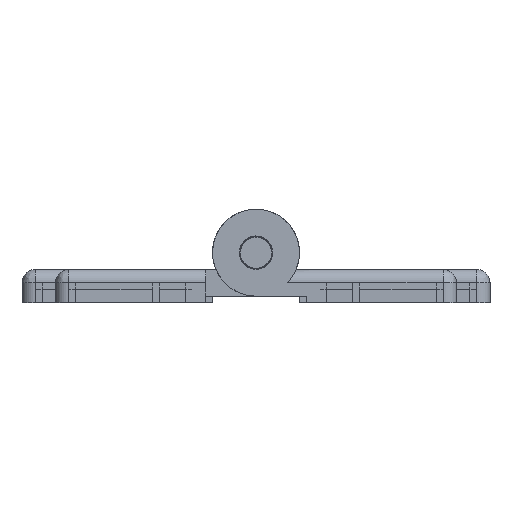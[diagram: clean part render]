
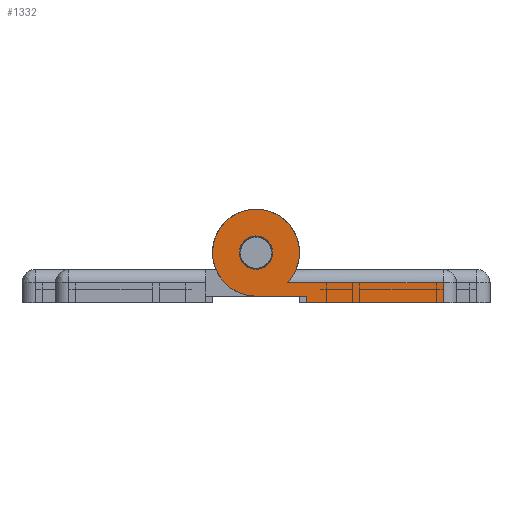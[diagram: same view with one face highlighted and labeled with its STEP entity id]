
A CAD part, front view. The second image highlights one B-rep face of the part: STEP entity #1332.
In plain terms, the highlighted planar face has unit normal (0, -1, 0).
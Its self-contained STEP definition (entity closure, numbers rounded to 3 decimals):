
#136=FACE_BOUND('',#5079,.T.);
#1332=ADVANCED_FACE('',(#3174,#136),#32265,.T.);
#3174=FACE_OUTER_BOUND('',#5078,.T.);
#5078=EDGE_LOOP('',(#11970,#11971,#11972,#11973,#11974,#11975));
#5079=EDGE_LOOP('',(#11976,#11977));
#11970=ORIENTED_EDGE('',*,*,#18726,.T.);
#11971=ORIENTED_EDGE('',*,*,#18727,.F.);
#11972=ORIENTED_EDGE('',*,*,#18744,.T.);
#11973=ORIENTED_EDGE('',*,*,#18595,.T.);
#11974=ORIENTED_EDGE('',*,*,#18599,.T.);
#11975=ORIENTED_EDGE('',*,*,#18602,.T.);
#11976=ORIENTED_EDGE('',*,*,#18738,.T.);
#11977=ORIENTED_EDGE('',*,*,#18761,.T.);
#18595=EDGE_CURVE('',#29726,#29725,#27276,.T.);
#18599=EDGE_CURVE('',#29725,#29728,#27280,.T.);
#18602=EDGE_CURVE('',#29728,#29768,#27283,.T.);
#18726=EDGE_CURVE('',#29768,#29778,#27365,.T.);
#18727=EDGE_CURVE('',#29772,#29778,#27366,.T.);
#18738=EDGE_CURVE('',#29779,#29791,#23036,.T.);
#18744=EDGE_CURVE('',#29772,#29726,#20998,.T.);
#18761=EDGE_CURVE('',#29791,#29779,#23048,.T.);
#20998=(
BOUNDED_CURVE()
B_SPLINE_CURVE(3,(#57907,#57908,#57909,#57910,#57911,#57912,#57913,#57914,
#57915,#57916,#57917,#57918,#57919,#57920,#57921,#57922,#57923,#57924,#57925,
#57926,#57927,#57928,#57929,#57930),.UNSPECIFIED.,.F.,.F.)
B_SPLINE_CURVE_WITH_KNOTS((4,1,1,1,1,1,1,1,1,3,3,3,3,4),(0.,0.247,
0.5,0.758,1.02,1.288,1.56,
1.837,2.118,2.404,10.703,19.002,
27.302,35.601),.UNSPECIFIED.)
CURVE()
GEOMETRIC_REPRESENTATION_ITEM()
RATIONAL_B_SPLINE_CURVE((1.,1.,1.,1.,1.,1.,1.,1.,1.,1.,1.,1.,0.869,
0.869,1.,0.869,0.869,1.,0.869,
0.869,1.,0.869,0.869,1.))
REPRESENTATION_ITEM('')
);
#23036=TRIMMED_CURVE($,#25538,(#57892),(#57893),.T.,.CARTESIAN.);
#23048=TRIMMED_CURVE($,#25550,(#57982),(#57983),.T.,.CARTESIAN.);
#25538=CIRCLE('',#35408,2.5);
#25550=CIRCLE('',#35420,2.5);
#27276=B_SPLINE_CURVE_WITH_KNOTS('',1,(#57452,#57453),.UNSPECIFIED.,.F.,
 .F.,(2,2),(-93.197,-85.697),.UNSPECIFIED.);
#27280=B_SPLINE_CURVE_WITH_KNOTS('',1,(#57465,#57466),.UNSPECIFIED.,.F.,
 .F.,(2,2),(-85.697,-84.697),.UNSPECIFIED.);
#27283=B_SPLINE_CURVE_WITH_KNOTS('',1,(#57471,#57472),.UNSPECIFIED.,.F.,
 .F.,(2,2),(-84.697,-64.197),.UNSPECIFIED.);
#27365=B_SPLINE_CURVE_WITH_KNOTS('',1,(#57848,#57849),.UNSPECIFIED.,.F.,
 .F.,(2,2),(0.,3.),.UNSPECIFIED.);
#27366=B_SPLINE_CURVE_WITH_KNOTS('',1,(#57850,#57851),.UNSPECIFIED.,.F.,
 .F.,(2,2),(-1.31,22.),.UNSPECIFIED.);
#29725=VERTEX_POINT('',#57224);
#29726=VERTEX_POINT('',#57225);
#29728=VERTEX_POINT('',#57227);
#29768=VERTEX_POINT('',#57267);
#29772=VERTEX_POINT('',#57271);
#29778=VERTEX_POINT('',#57277);
#29779=VERTEX_POINT('',#57278);
#29791=VERTEX_POINT('',#57290);
#32265=PLANE('',#35318);
#35318=AXIS2_PLACEMENT_3D('',#56935,#41026,$);
#35408=AXIS2_PLACEMENT_3D($,#57891,#41186,#41187);
#35420=AXIS2_PLACEMENT_3D($,#57981,#41210,#41211);
#41026=DIRECTION('',(0.,-1.,0.));
#41186=DIRECTION('',(0.,1.,0.));
#41187=DIRECTION('',(1.,0.,0.));
#41210=DIRECTION('',(0.,1.,0.));
#41211=DIRECTION('',(-1.,0.,0.));
#56935=CARTESIAN_POINT('',(18.938,-298.667,-4.775));
#57224=CARTESIAN_POINT('',(37.5,-298.667,-2.025));
#57225=CARTESIAN_POINT('',(30.,-298.667,-2.025));
#57227=CARTESIAN_POINT('',(37.5,-298.667,-3.025));
#57267=CARTESIAN_POINT('',(58.,-298.667,-3.025));
#57271=CARTESIAN_POINT('',(34.69,-298.667,-0.025));
#57277=CARTESIAN_POINT('',(58.,-298.667,-0.025));
#57278=CARTESIAN_POINT('',(32.5,-298.667,4.475));
#57290=CARTESIAN_POINT('',(27.5,-298.667,4.475));
#57452=CARTESIAN_POINT('',(30.,-298.667,-2.025));
#57453=CARTESIAN_POINT('',(37.5,-298.667,-2.025));
#57465=CARTESIAN_POINT('',(37.5,-298.667,-2.025));
#57466=CARTESIAN_POINT('',(37.5,-298.667,-3.025));
#57471=CARTESIAN_POINT('',(37.5,-298.667,-3.025));
#57472=CARTESIAN_POINT('',(58.,-298.667,-3.025));
#57848=CARTESIAN_POINT('',(58.,-298.667,-3.025));
#57849=CARTESIAN_POINT('',(58.,-298.667,-0.025));
#57850=CARTESIAN_POINT('',(34.69,-298.667,-0.025));
#57851=CARTESIAN_POINT('',(58.,-298.667,-0.025));
#57891=CARTESIAN_POINT('',(30.,-298.667,4.475));
#57892=CARTESIAN_POINT('',(32.5,-298.667,4.475));
#57893=CARTESIAN_POINT('',(27.5,-298.667,4.475));
#57907=CARTESIAN_POINT('',(34.69,-298.667,-0.025));
#57908=CARTESIAN_POINT('',(34.748,-298.667,0.034));
#57909=CARTESIAN_POINT('',(34.861,-298.667,0.157));
#57910=CARTESIAN_POINT('',(35.025,-298.667,0.349));
#57911=CARTESIAN_POINT('',(35.184,-298.667,0.551));
#57912=CARTESIAN_POINT('',(35.339,-298.667,0.763));
#57913=CARTESIAN_POINT('',(35.487,-298.667,0.986));
#57914=CARTESIAN_POINT('',(35.628,-298.667,1.219));
#57915=CARTESIAN_POINT('',(35.762,-298.667,1.461));
#57916=CARTESIAN_POINT('',(35.887,-298.667,1.714));
#57917=CARTESIAN_POINT('',(35.963,-298.667,1.887));
#57918=CARTESIAN_POINT('',(36.,-298.667,1.975));
#57919=CARTESIAN_POINT('',(37.143,-298.667,4.718));
#57920=CARTESIAN_POINT('',(36.426,-298.667,7.603));
#57921=CARTESIAN_POINT('',(34.131,-298.667,9.493));
#57922=CARTESIAN_POINT('',(31.837,-298.667,11.382));
#57923=CARTESIAN_POINT('',(28.868,-298.667,11.532));
#57924=CARTESIAN_POINT('',(26.394,-298.667,9.883));
#57925=CARTESIAN_POINT('',(23.921,-298.667,8.234));
#57926=CARTESIAN_POINT('',(22.917,-298.667,5.436));
#57927=CARTESIAN_POINT('',(23.779,-298.667,2.591));
#57928=CARTESIAN_POINT('',(24.64,-298.667,-0.254));
#57929=CARTESIAN_POINT('',(27.027,-298.667,-2.025));
#57930=CARTESIAN_POINT('',(30.,-298.667,-2.025));
#57981=CARTESIAN_POINT('',(30.,-298.667,4.475));
#57982=CARTESIAN_POINT('',(27.5,-298.667,4.475));
#57983=CARTESIAN_POINT('',(32.5,-298.667,4.475));
